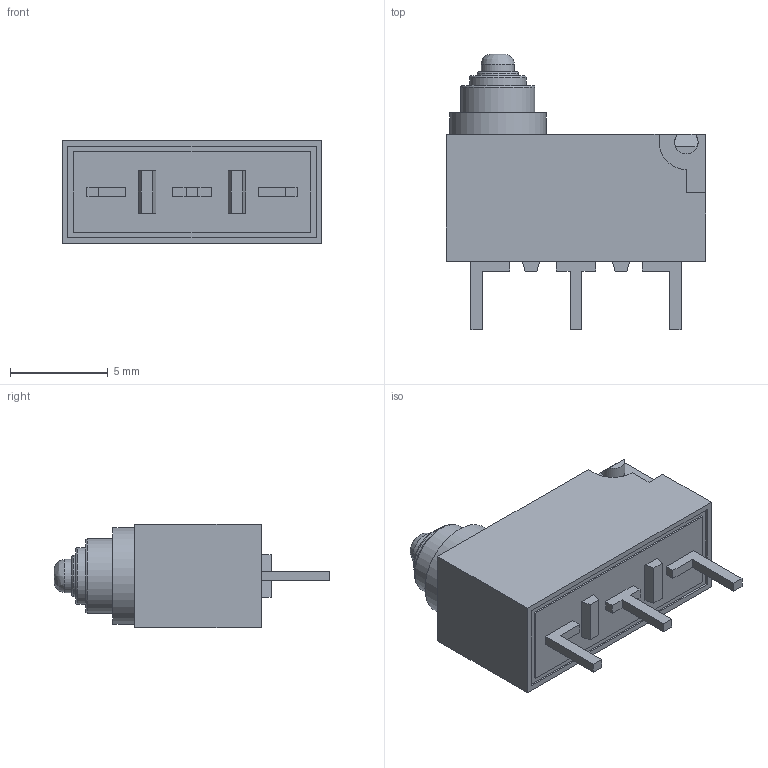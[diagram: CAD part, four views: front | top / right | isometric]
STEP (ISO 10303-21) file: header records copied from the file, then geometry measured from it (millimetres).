
FILE_DESCRIPTION((' '),'2;1');
FILE_NAME('WS0850100F070PA.stp','2017-08-03T13:55:14',(' '),(' '),' ','ACIS',' ');
FILE_SCHEMA(('CONFIG_CONTROL_DESIGN'));
Length unit declared in the file: inch
Products named in the file (1): WS0850100F070PA.stp
Bounding box: 13.3 x 14.1 x 5.3 mm (x, y, z)
Volume: 499.2 mm3; surface area: 472.2 mm2
Topology: 1 solids, 1 shells, 127 faces, 316 edges, 208 vertices
Faces by surface type: plane 91, cylinder 29, torus 6, bspline 1
Full cylindrical faces by diameter (mm): 1.7 x1, 2.9 x1, 3.8 x1, 4.5 x1, 4.95 x1
Entity records: 3827 total; most frequent: CARTESIAN_POINT 680, DIRECTION 626, ORIENTED_EDGE 604, EDGE_CURVE 302, VECTOR 232, LINE 232, VERTEX_POINT 206, AXIS2_PLACEMENT_3D 197
